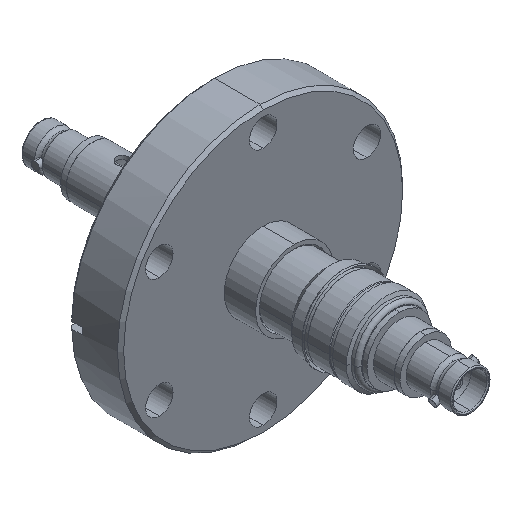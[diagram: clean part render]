
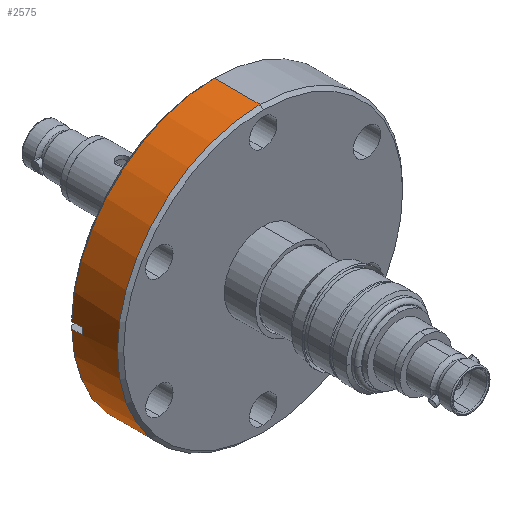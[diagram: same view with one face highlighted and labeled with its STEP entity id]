
A CAD part, isometric view. The second image highlights one B-rep face of the part: STEP entity #2575.
In plain terms, the highlighted cylindrical face has radius 34.925 mm (diameter 69.85 mm), a partial arc.
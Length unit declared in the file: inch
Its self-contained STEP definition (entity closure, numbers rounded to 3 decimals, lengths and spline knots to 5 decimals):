
#167 = ORIENTED_EDGE ( 'NONE', *, *, #8111, .F. ) ;
#168 = ORIENTED_EDGE ( 'NONE', *, *, #7844, .T. ) ;
#169 = ORIENTED_EDGE ( 'NONE', *, *, #3683, .T. ) ;
#170 = ORIENTED_EDGE ( 'NONE', *, *, #7843, .F. ) ;
#172 = CARTESIAN_POINT ( 'NONE',  ( -1.37465, -0.70312, 0.031 ) ) ;
#196 = CARTESIAN_POINT ( 'NONE',  ( 0., -1.14312, -1.375 ) ) ;
#213 = CARTESIAN_POINT ( 'NONE',  ( 0., -0.70312, -1.375 ) ) ;
#301 = CARTESIAN_POINT ( 'NONE',  ( -1.37465, -0.80445, -0.031 ) ) ;
#323 = CARTESIAN_POINT ( 'NONE',  ( 0., -1.14312, 1.375 ) ) ;
#780 = VERTEX_POINT ( 'NONE', #2470 ) ;
#819 = VERTEX_POINT ( 'NONE', #2509 ) ;
#821 = VERTEX_POINT ( 'NONE', #172 ) ;
#845 = VERTEX_POINT ( 'NONE', #196 ) ;
#862 = VERTEX_POINT ( 'NONE', #213 ) ;
#1274 = VERTEX_POINT ( 'NONE', #301 ) ;
#1296 = VERTEX_POINT ( 'NONE', #323 ) ;
#1793 = ORIENTED_EDGE ( 'NONE', *, *, #7842, .T. ) ;
#1794 = ORIENTED_EDGE ( 'NONE', *, *, #7841, .F. ) ;
#1795 = ORIENTED_EDGE ( 'NONE', *, *, #7840, .F. ) ;
#1796 = ORIENTED_EDGE ( 'NONE', *, *, #8143, .F. ) ;
#2470 = CARTESIAN_POINT ( 'NONE',  ( -1.37465, -0.80445, 0.031 ) ) ;
#2509 = CARTESIAN_POINT ( 'NONE',  ( 0., -0.70312, 1.375 ) ) ;
#2575 = ADVANCED_FACE ( 'NONE', ( #6816 ), #6819, .T. ) ;
#2936 = AXIS2_PLACEMENT_3D ( 'NONE', #3927, #3928, #3929 ) ;
#2937 = CIRCLE ( 'NONE', #2936, 1.375 ) ;
#2982 = EDGE_LOOP ( 'NONE', ( #167, #168, #169, #170, #1793, #1794, #1795, #1796 ) ) ;
#3583 = AXIS2_PLACEMENT_3D ( 'NONE', #5214, #5215, #5216 ) ;
#3586 = CIRCLE ( 'NONE', #3593, 1.375 ) ;
#3588 = VECTOR ( 'NONE', #5206, 39.37008 ) ;
#3589 = CIRCLE ( 'NONE', #3583, 1.375 ) ;
#3593 = AXIS2_PLACEMENT_3D ( 'NONE', #5218, #5219, #5220 ) ;
#3594 = VECTOR ( 'NONE', #5211, 39.37008 ) ;
#3683 = EDGE_CURVE ( 'NONE', #1296, #819, #6555, .T. ) ;
#3803 = LINE ( 'NONE', #3804, #5985 ) ;
#3804 = CARTESIAN_POINT ( 'NONE',  ( 0., 0., -1.375 ) ) ;
#3811 = DIRECTION ( 'NONE',  ( 0., 1., 0. ) ) ;
#3927 = CARTESIAN_POINT ( 'NONE',  ( 0., -0.70312, 0. ) ) ;
#3928 = DIRECTION ( 'NONE',  ( 0., 1., 0. ) ) ;
#3929 = DIRECTION ( 'NONE',  ( 0., 0., 1. ) ) ;
#4277 = CARTESIAN_POINT ( 'NONE',  ( -1.37465, -0.70312, -0.031 ) ) ;
#5192 = CARTESIAN_POINT ( 'NONE',  ( -1.37465, -0.80445, -0.031 ) ) ;
#5201 = CARTESIAN_POINT ( 'NONE',  ( -1.37512, -0.80449, -0.01035 ) ) ;
#5204 = LINE ( 'NONE', #5205, #3588 ) ;
#5205 = CARTESIAN_POINT ( 'NONE',  ( -1.37465, 0., -0.031 ) ) ;
#5206 = DIRECTION ( 'NONE',  ( 0., -1., 0. ) ) ;
#5207 = CARTESIAN_POINT ( 'NONE',  ( -1.37512, -0.80449, 0.01032 ) ) ;
#5208 = CARTESIAN_POINT ( 'NONE',  ( -1.37465, -0.80445, 0.031 ) ) ;
#5209 = LINE ( 'NONE', #5210, #3594 ) ;
#5210 = CARTESIAN_POINT ( 'NONE',  ( -1.37465, 0., 0.031 ) ) ;
#5211 = DIRECTION ( 'NONE',  ( 0., -1., 0. ) ) ;
#5214 = CARTESIAN_POINT ( 'NONE',  ( 0., -0.70312, 0. ) ) ;
#5215 = DIRECTION ( 'NONE',  ( 0., 1., 0. ) ) ;
#5216 = DIRECTION ( 'NONE',  ( 0., 0., 1. ) ) ;
#5218 = CARTESIAN_POINT ( 'NONE',  ( 0., -1.14312, 0. ) ) ;
#5219 = DIRECTION ( 'NONE',  ( 0., 1., 0. ) ) ;
#5220 = DIRECTION ( 'NONE',  ( 0., 0., 1. ) ) ;
#5985 = VECTOR ( 'NONE', #3811, 39.37008 ) ;
#6155 = VERTEX_POINT ( 'NONE', #4277 ) ;
#6363 = B_SPLINE_CURVE_WITH_KNOTS ( 'NONE', 3,
 ( #5192, #5201, #5207, #5208 ),
 .UNSPECIFIED., .F., .F.,
 ( 4, 4 ),
 ( 0.11477, 0.11634 ),
 .UNSPECIFIED. ) ;
#6553 = CARTESIAN_POINT ( 'NONE',  ( 0., 0., 1.375 ) ) ;
#6555 = LINE ( 'NONE', #6553, #7175 ) ;
#6559 = DIRECTION ( 'NONE',  ( 0., 1., 0. ) ) ;
#6808 = DIRECTION ( 'NONE',  ( 0., 1., 0. ) ) ;
#6816 = FACE_OUTER_BOUND ( 'NONE', #2982, .T. ) ;
#6817 = CARTESIAN_POINT ( 'NONE',  ( 0., 0., 0. ) ) ;
#6819 = CYLINDRICAL_SURFACE ( 'NONE', #7272, 1.375 ) ;
#6820 = DIRECTION ( 'NONE',  ( 0., 0., 1. ) ) ;
#7175 = VECTOR ( 'NONE', #6559, 39.37008 ) ;
#7272 = AXIS2_PLACEMENT_3D ( 'NONE', #6817, #6808, #6820 ) ;
#7840 = EDGE_CURVE ( 'NONE', #6155, #1274, #5204, .T. ) ;
#7841 = EDGE_CURVE ( 'NONE', #1274, #780, #6363, .T. ) ;
#7842 = EDGE_CURVE ( 'NONE', #821, #780, #5209, .T. ) ;
#7843 = EDGE_CURVE ( 'NONE', #821, #819, #3589, .T. ) ;
#7844 = EDGE_CURVE ( 'NONE', #845, #1296, #3586, .T. ) ;
#8111 = EDGE_CURVE ( 'NONE', #845, #862, #3803, .T. ) ;
#8143 = EDGE_CURVE ( 'NONE', #862, #6155, #2937, .T. ) ;
